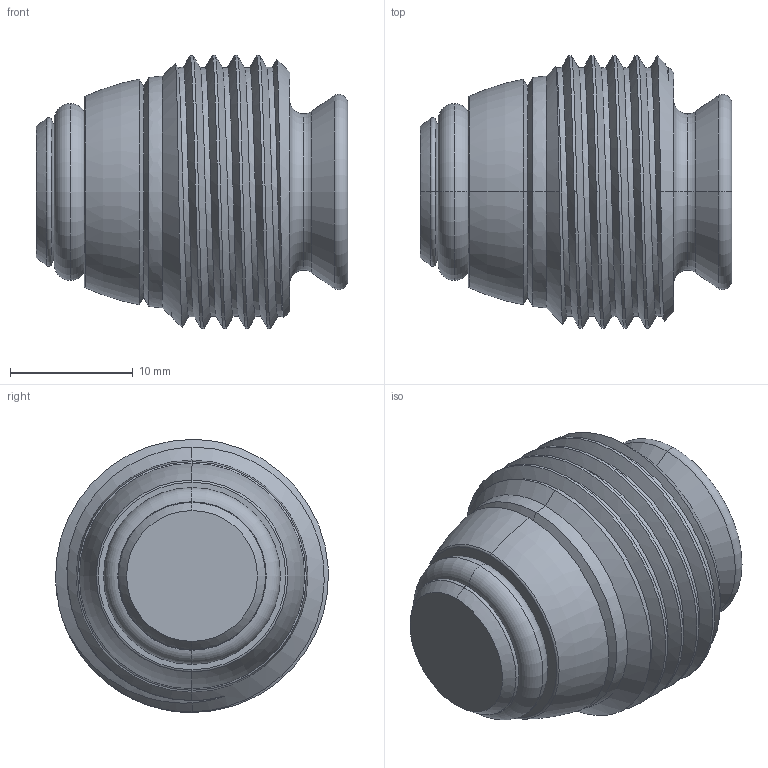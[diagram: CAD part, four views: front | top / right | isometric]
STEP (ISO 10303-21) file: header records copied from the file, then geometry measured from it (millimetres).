
FILE_DESCRIPTION (( 'STEP AP203' ), '1' );
FILE_NAME ('PLU-510BR.STEP', '2025-08-20T19:54:26', ( '' ), ( '' ), 'SwSTEP 2.0', 'SolidWorks 2018', '' );
FILE_SCHEMA (( 'CONFIG_CONTROL_DESIGN' ));
Length unit declared in the file: inch
Products named in the file (3): PRT-001079; PRT-006983; PLU-510BR
Assembly tree (2 placements, depth 2):
  PLU-510BR
    PRT-001079
    PRT-006983
Bounding box: 25.46 x 22.26 x 22.29 mm (x, y, z)
Volume: 5307 mm3; surface area: 3128.3 mm2
Topology: 2 solids, 2 shells, 75 faces, 183 edges, 111 vertices
Faces by surface type: torus 24, plane 22, cone 15, cylinder 11, bspline 3
Entity records: 4853 total; most frequent: CARTESIAN_POINT 2845, DIRECTION 373, ORIENTED_EDGE 362, EDGE_CURVE 181, AXIS2_PLACEMENT_3D 159, VERTEX_POINT 111, CIRCLE 82, EDGE_LOOP 78
